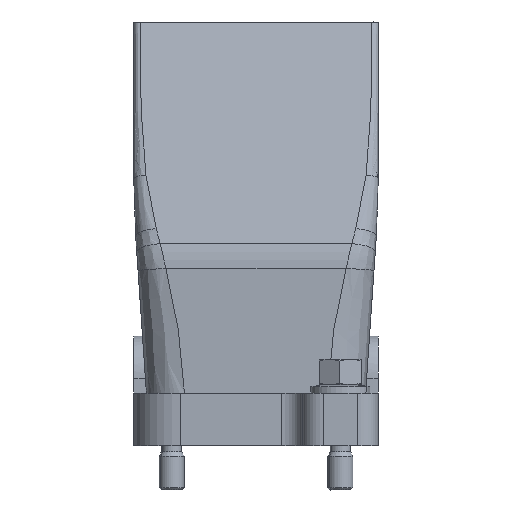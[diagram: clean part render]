
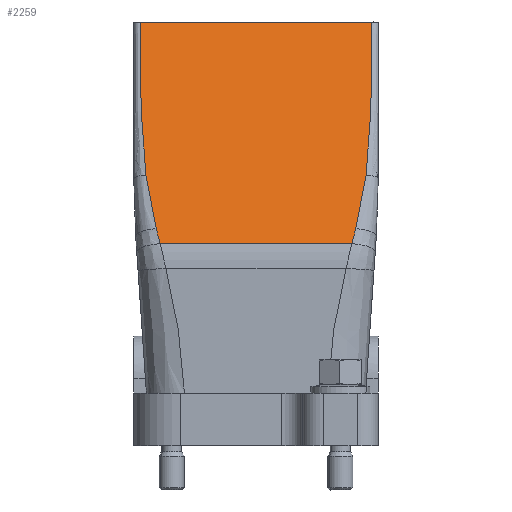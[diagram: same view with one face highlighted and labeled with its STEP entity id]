
A CAD part, front view. The second image highlights one B-rep face of the part: STEP entity #2259.
In plain terms, the highlighted planar face has unit normal (0, -0.956, 0.293).
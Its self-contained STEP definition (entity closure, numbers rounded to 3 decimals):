
#2183=AXIS2_PLACEMENT_3D('Plane Axis2P3D',#2180,#2181,#2182) ;
#1800=CARTESIAN_POINT('Vertex',(52.661,22.964,61.971)) ;
#1804=CARTESIAN_POINT('Control Point',(51.74,21.879,58.435)) ;
#1805=CARTESIAN_POINT('Control Point',(51.827,21.981,58.766)) ;
#1806=CARTESIAN_POINT('Control Point',(51.914,22.082,59.097)) ;
#1807=CARTESIAN_POINT('Control Point',(52.001,22.184,59.429)) ;
#1808=CARTESIAN_POINT('Control Point',(52.186,22.401,60.137)) ;
#1809=CARTESIAN_POINT('Control Point',(52.37,22.618,60.844)) ;
#1810=CARTESIAN_POINT('Control Point',(52.467,22.733,61.22)) ;
#1811=CARTESIAN_POINT('Control Point',(52.564,22.848,61.595)) ;
#1812=CARTESIAN_POINT('Control Point',(52.661,22.964,61.971)) ;
#1813=CARTESIAN_POINT('Vertex',(51.74,21.879,58.435)) ;
#2159=CARTESIAN_POINT('Vertex',(55.101,26.855,74.66)) ;
#2163=CARTESIAN_POINT('Control Point',(52.661,22.964,61.971)) ;
#2164=CARTESIAN_POINT('Control Point',(52.67,22.975,62.008)) ;
#2165=CARTESIAN_POINT('Control Point',(52.68,22.986,62.045)) ;
#2166=CARTESIAN_POINT('Control Point',(52.69,22.998,62.083)) ;
#2167=CARTESIAN_POINT('Control Point',(53.341,23.765,64.585)) ;
#2168=CARTESIAN_POINT('Control Point',(53.924,24.539,67.106)) ;
#2169=CARTESIAN_POINT('Control Point',(54.412,25.305,69.607)) ;
#2170=CARTESIAN_POINT('Control Point',(54.803,26.079,72.128)) ;
#2171=CARTESIAN_POINT('Control Point',(55.101,26.855,74.66)) ;
#2180=CARTESIAN_POINT('Axis2P3D Location',(29.,38.,111.)) ;
#2186=CARTESIAN_POINT('Control Point',(2.899,26.855,74.66)) ;
#2187=CARTESIAN_POINT('Control Point',(2.13,28.89,81.295)) ;
#2188=CARTESIAN_POINT('Control Point',(1.693,30.932,87.955)) ;
#2189=CARTESIAN_POINT('Control Point',(1.536,32.977,94.622)) ;
#2190=CARTESIAN_POINT('Control Point',(1.503,35.184,101.818)) ;
#2191=CARTESIAN_POINT('Control Point',(1.5,37.391,109.014)) ;
#2192=CARTESIAN_POINT('Control Point',(1.5,37.59,109.663)) ;
#2193=CARTESIAN_POINT('Control Point',(1.5,37.799,110.343)) ;
#2194=CARTESIAN_POINT('Control Point',(1.5,38.,111.)) ;
#2195=CARTESIAN_POINT('Vertex',(1.5,38.,111.)) ;
#2197=CARTESIAN_POINT('Vertex',(2.899,26.855,74.66)) ;
#2201=CARTESIAN_POINT('Control Point',(5.339,22.964,61.971)) ;
#2202=CARTESIAN_POINT('Control Point',(5.33,22.975,62.008)) ;
#2203=CARTESIAN_POINT('Control Point',(5.32,22.986,62.045)) ;
#2204=CARTESIAN_POINT('Control Point',(5.31,22.998,62.083)) ;
#2205=CARTESIAN_POINT('Control Point',(4.659,23.765,64.585)) ;
#2206=CARTESIAN_POINT('Control Point',(4.076,24.539,67.106)) ;
#2207=CARTESIAN_POINT('Control Point',(3.588,25.305,69.607)) ;
#2208=CARTESIAN_POINT('Control Point',(3.197,26.079,72.128)) ;
#2209=CARTESIAN_POINT('Control Point',(2.899,26.855,74.66)) ;
#2210=CARTESIAN_POINT('Vertex',(5.339,22.964,61.971)) ;
#2214=CARTESIAN_POINT('Control Point',(6.26,21.879,58.435)) ;
#2215=CARTESIAN_POINT('Control Point',(6.173,21.981,58.766)) ;
#2216=CARTESIAN_POINT('Control Point',(6.086,22.082,59.097)) ;
#2217=CARTESIAN_POINT('Control Point',(5.999,22.184,59.429)) ;
#2218=CARTESIAN_POINT('Control Point',(5.814,22.401,60.137)) ;
#2219=CARTESIAN_POINT('Control Point',(5.63,22.618,60.844)) ;
#2220=CARTESIAN_POINT('Control Point',(5.533,22.733,61.22)) ;
#2221=CARTESIAN_POINT('Control Point',(5.436,22.848,61.595)) ;
#2222=CARTESIAN_POINT('Control Point',(5.339,22.964,61.971)) ;
#2223=CARTESIAN_POINT('Vertex',(6.26,21.879,58.435)) ;
#2226=CARTESIAN_POINT('Line Origine',(29.,21.879,58.435)) ;
#2232=CARTESIAN_POINT('Control Point',(55.101,26.855,74.66)) ;
#2233=CARTESIAN_POINT('Control Point',(55.87,28.89,81.295)) ;
#2234=CARTESIAN_POINT('Control Point',(56.307,30.932,87.955)) ;
#2235=CARTESIAN_POINT('Control Point',(56.464,32.977,94.622)) ;
#2236=CARTESIAN_POINT('Control Point',(56.497,35.184,101.818)) ;
#2237=CARTESIAN_POINT('Control Point',(56.5,37.391,109.014)) ;
#2238=CARTESIAN_POINT('Control Point',(56.5,37.59,109.663)) ;
#2239=CARTESIAN_POINT('Control Point',(56.5,37.799,110.343)) ;
#2240=CARTESIAN_POINT('Control Point',(56.5,38.,111.)) ;
#2241=CARTESIAN_POINT('Vertex',(56.5,38.,111.)) ;
#2244=CARTESIAN_POINT('Line Origine',(29.,38.,111.)) ;
#2181=DIRECTION('Axis2P3D Direction',(0.,0.956,-0.293)) ;
#2182=DIRECTION('Axis2P3D XDirection',(0.,-0.293,-0.956)) ;
#2227=DIRECTION('Vector Direction',(-1.,0.,0.)) ;
#2245=DIRECTION('Vector Direction',(-1.,0.,0.)) ;
#2228=VECTOR('Line Direction',#2227,1.) ;
#2246=VECTOR('Line Direction',#2245,1.) ;
#2250=ORIENTED_EDGE('',*,*,#2199,.T.) ;
#2251=ORIENTED_EDGE('',*,*,#2212,.T.) ;
#2252=ORIENTED_EDGE('',*,*,#2225,.T.) ;
#2253=ORIENTED_EDGE('',*,*,#2230,.F.) ;
#2254=ORIENTED_EDGE('',*,*,#1815,.F.) ;
#2255=ORIENTED_EDGE('',*,*,#2172,.F.) ;
#2256=ORIENTED_EDGE('',*,*,#2243,.F.) ;
#2257=ORIENTED_EDGE('',*,*,#2248,.T.) ;
#2259=ADVANCED_FACE('Hood',(#2258),#2184,.F.) ;
#1803=B_SPLINE_CURVE_WITH_KNOTS('',5,(#1804,#1805,#1806,#1807,#1808,#1809,#1810,#1811,#1812),.UNSPECIFIED.,.F.,.U.,(6,3,6),(88.453,91.535,95.02),.UNSPECIFIED.) ;
#2162=B_SPLINE_CURVE_WITH_KNOTS('',5,(#2163,#2164,#2165,#2166,#2167,#2168,#2169,#2170,#2171),.UNSPECIFIED.,.F.,.U.,(6,3,6),(94.522,94.873,118.129),.UNSPECIFIED.) ;
#2185=B_SPLINE_CURVE_WITH_KNOTS('',5,(#2186,#2187,#2188,#2189,#2190,#2191,#2192,#2193,#2194),.UNSPECIFIED.,.F.,.U.,(6,3,6),(118.983,179.342,184.16),.UNSPECIFIED.) ;
#2200=B_SPLINE_CURVE_WITH_KNOTS('',5,(#2201,#2202,#2203,#2204,#2205,#2206,#2207,#2208,#2209),.UNSPECIFIED.,.F.,.U.,(6,3,6),(94.522,94.873,118.129),.UNSPECIFIED.) ;
#2213=B_SPLINE_CURVE_WITH_KNOTS('',5,(#2214,#2215,#2216,#2217,#2218,#2219,#2220,#2221,#2222),.UNSPECIFIED.,.F.,.U.,(6,3,6),(88.453,91.535,95.02),.UNSPECIFIED.) ;
#2231=B_SPLINE_CURVE_WITH_KNOTS('',5,(#2232,#2233,#2234,#2235,#2236,#2237,#2238,#2239,#2240),.UNSPECIFIED.,.F.,.U.,(6,3,6),(118.983,179.342,184.159),.UNSPECIFIED.) ;
#1815=EDGE_CURVE('',#1801,#1814,#1803,.F.) ;
#2172=EDGE_CURVE('',#2160,#1801,#2162,.F.) ;
#2199=EDGE_CURVE('',#2196,#2198,#2185,.F.) ;
#2212=EDGE_CURVE('',#2198,#2211,#2200,.F.) ;
#2225=EDGE_CURVE('',#2211,#2224,#2213,.F.) ;
#2230=EDGE_CURVE('',#1814,#2224,#2229,.T.) ;
#2243=EDGE_CURVE('',#2242,#2160,#2231,.F.) ;
#2248=EDGE_CURVE('',#2242,#2196,#2247,.T.) ;
#2249=EDGE_LOOP('',(#2250,#2251,#2252,#2253,#2254,#2255,#2256,#2257)) ;
#2258=FACE_OUTER_BOUND('',#2249,.T.) ;
#2229=LINE('Line',#2226,#2228) ;
#2247=LINE('Line',#2244,#2246) ;
#2184=PLANE('',#2183) ;
#1801=VERTEX_POINT('',#1800) ;
#1814=VERTEX_POINT('',#1813) ;
#2160=VERTEX_POINT('',#2159) ;
#2196=VERTEX_POINT('',#2195) ;
#2198=VERTEX_POINT('',#2197) ;
#2211=VERTEX_POINT('',#2210) ;
#2224=VERTEX_POINT('',#2223) ;
#2242=VERTEX_POINT('',#2241) ;
